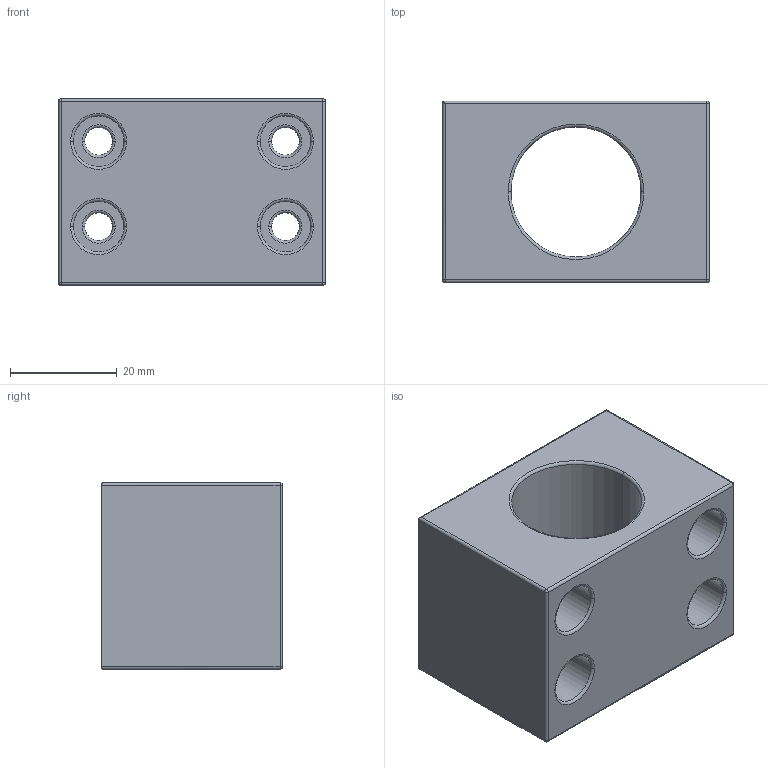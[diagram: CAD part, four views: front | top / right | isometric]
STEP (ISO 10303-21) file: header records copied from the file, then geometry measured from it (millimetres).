
FILE_DESCRIPTION (( 'STEP AP203' ), '1' );
FILE_NAME ('AL-MGD12.STEP', '2024-11-21T06:34:41', ( '' ), ( '' ), 'SwSTEP 2.0', 'SolidWorks 2021', '' );
FILE_SCHEMA (( 'CONFIG_CONTROL_DESIGN' ));
Length unit declared in the file: millimetre
Products named in the file (1): AL-MGD12
Bounding box: 50 x 34 x 35 mm (x, y, z)
Volume: 38444.5 mm3; surface area: 13733.5 mm2
Topology: 1 solids, 1 shells, 103 faces, 219 edges, 122 vertices
Faces by surface type: cylinder 41, torus 40, plane 16, sphere 6
Entity records: 2842 total; most frequent: DIRECTION 577, CARTESIAN_POINT 445, ORIENTED_EDGE 426, AXIS2_PLACEMENT_3D 262, EDGE_CURVE 213, CIRCLE 158, EDGE_LOOP 123, VERTEX_POINT 122
